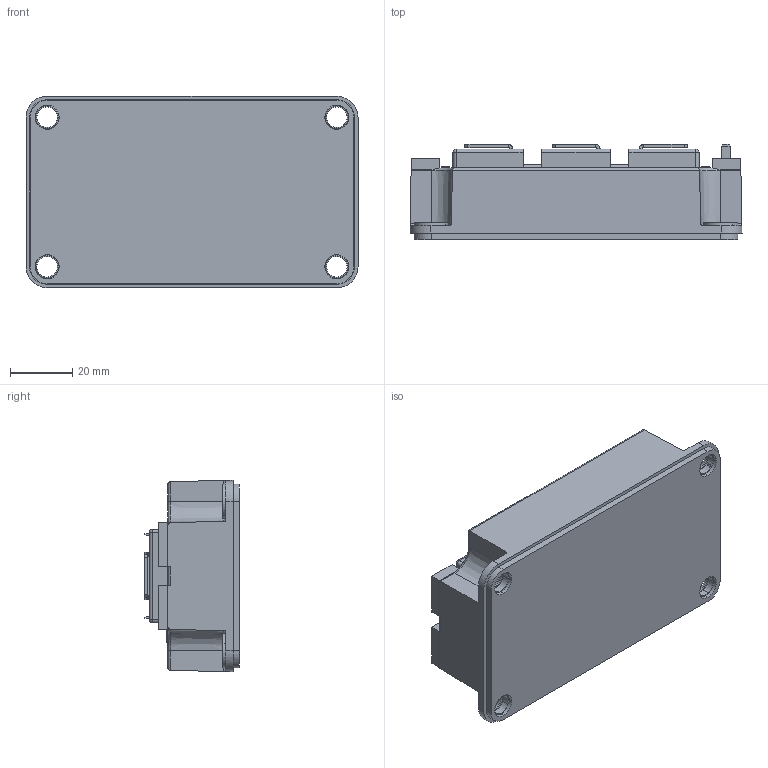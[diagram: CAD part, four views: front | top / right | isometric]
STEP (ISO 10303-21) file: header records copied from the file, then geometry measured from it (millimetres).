
FILE_DESCRIPTION (( 'STEP AP214' ), '1' );
FILE_NAME ('SEMITRANS3.STEP', '2019-12-16T13:47:05', ( 'SKD-MA' ), ( 'Semikron Elektronik GmbH & Co. KG' ), 'SwSTEP 2.0', 'SolidWorks 2018', '' );
FILE_SCHEMA (( 'AUTOMOTIVE_DESIGN' ));
Length unit declared in the file: millimetre
Products named in the file (1): SEMITRANS3
Bounding box: 106.6 x 30.5 x 61.4 mm (x, y, z)
Volume: 148099.3 mm3; surface area: 27982.9 mm2
Topology: 1 solids, 4 shells, 799 faces, 2026 edges, 1256 vertices
Faces by surface type: plane 363, bspline 159, cylinder 135, torus 86, cone 52, sphere 4
Entity records: 33886 total; most frequent: CARTESIAN_POINT 14594, ORIENTED_EDGE 4036, DIRECTION 3440, EDGE_CURVE 2018, VERTEX_POINT 1256, AXIS2_PLACEMENT_3D 1236, LINE 968, VECTOR 968
